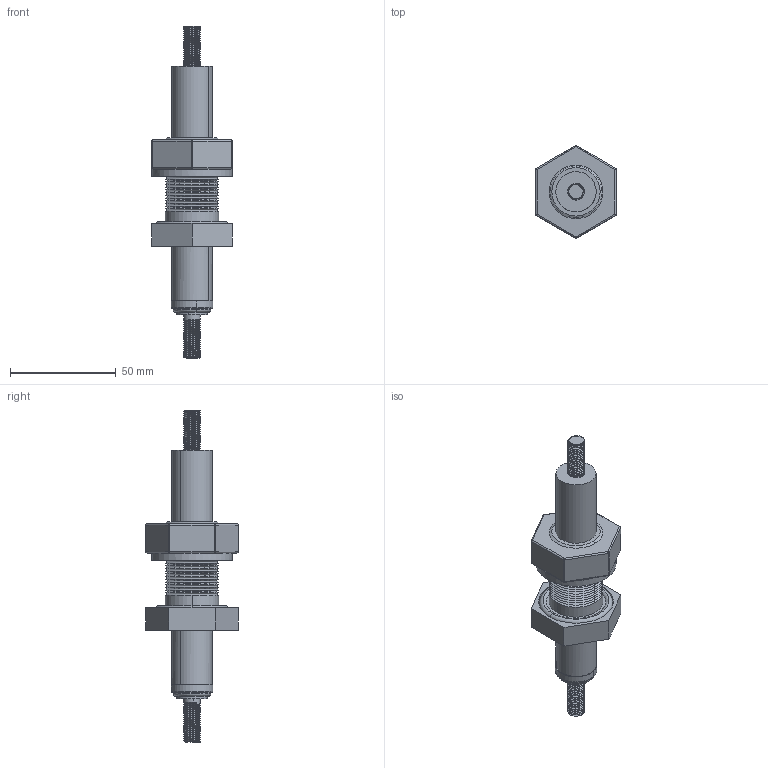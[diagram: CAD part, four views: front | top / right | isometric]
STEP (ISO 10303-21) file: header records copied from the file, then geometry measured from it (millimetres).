
FILE_DESCRIPTION (( 'STEP AP203' ), '1' );
FILE_NAME ('A6202-1.STEP', '2019-06-12T13:43:19', ( '' ), ( '' ), 'SwSTEP 2.0', 'SolidWorks 2019', '' );
FILE_SCHEMA (( 'CONFIG_CONTROL_DESIGN' ));
Length unit declared in the file: inch
Products named in the file (1): A6202-1
Bounding box: 38.1 x 43.99 x 157.23 mm (x, y, z)
Volume: 65228.4 mm3; surface area: 21263.8 mm2
Topology: 1 solids, 14 shells, 343 faces, 822 edges, 494 vertices
Faces by surface type: cone 148, cylinder 121, plane 44, torus 12, sphere 12, bspline 6
Entity records: 16260 total; most frequent: CARTESIAN_POINT 8539, DIRECTION 1646, ORIENTED_EDGE 1628, EDGE_CURVE 814, AXIS2_PLACEMENT_3D 665, VERTEX_POINT 490, EDGE_LOOP 360, ADVANCED_FACE 343
